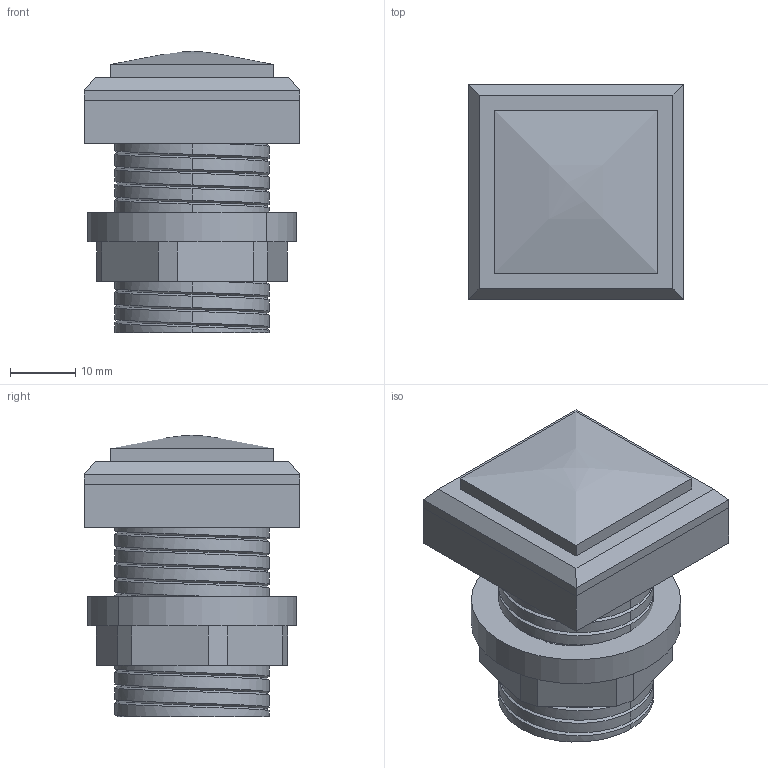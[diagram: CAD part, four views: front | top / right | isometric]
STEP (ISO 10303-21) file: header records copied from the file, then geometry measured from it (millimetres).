
FILE_DESCRIPTION (( 'STEP AP203' ), '1' );
FILE_NAME ('square button.STEP', '2022-02-14T17:49:03', ( '' ), ( '' ), 'SwSTEP 2.0', 'SolidWorks 2019', '' );
FILE_SCHEMA (( 'CONFIG_CONTROL_DESIGN' ));
Length unit declared in the file: millimetre
Products named in the file (4): square button; soporte_pulsador_2; pulsador; soporte_pulsador_1
Assembly tree (3 placements, depth 2):
  square button
    pulsador
    soporte_pulsador_1
    soporte_pulsador_2
Bounding box: 33 x 33 x 43 mm (x, y, z)
Volume: 28017.2 mm3; surface area: 11883.2 mm2
Topology: 3 solids, 3 shells, 94 faces, 245 edges, 162 vertices
Faces by surface type: plane 46, cylinder 43, bspline 5
Entity records: 5989 total; most frequent: CARTESIAN_POINT 3512, ORIENTED_EDGE 490, DIRECTION 363, EDGE_CURVE 245, VERTEX_POINT 162, VECTOR 145, LINE 145, AXIS2_PLACEMENT_3D 109
